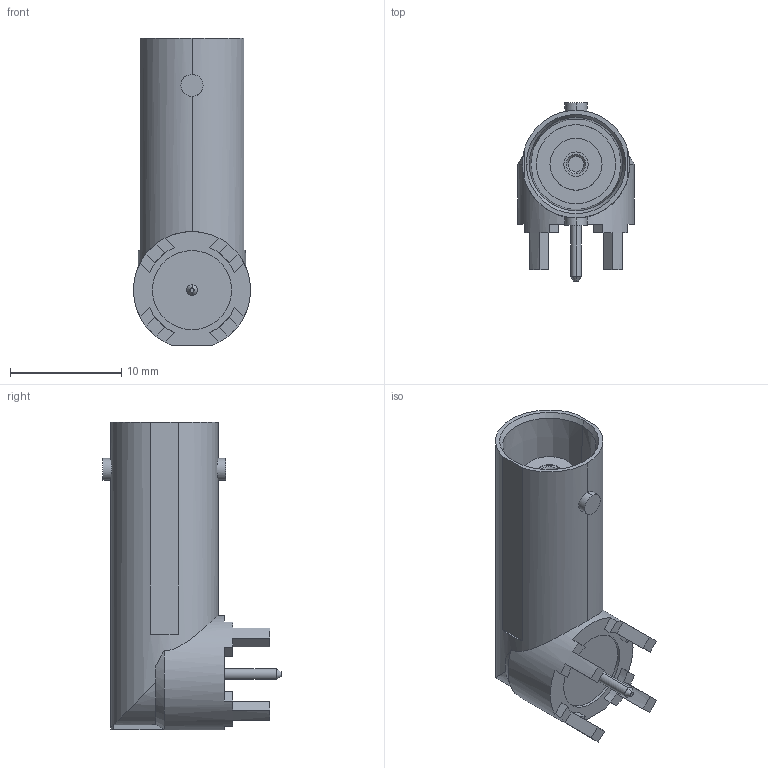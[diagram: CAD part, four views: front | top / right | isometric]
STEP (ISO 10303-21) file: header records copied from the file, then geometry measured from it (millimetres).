
FILE_DESCRIPTION((''),'2;1');
FILE_NAME('C-5413631-1','2021-07-28T23:16:58',('workeradm'),('TE Connectivity Ltd.'),'CREO PARAMETRIC BY PTC INC, 2019292','CREO PARAMETRIC BY PTC INC, 2019292','');
FILE_SCHEMA(('AUTOMOTIVE_DESIGN { 1 0 10303 214 1 1 1 1 }'));
Length unit declared in the file: millimetre
Products named in the file (1): C-5413631-1
Bounding box: 10.52 x 16 x 27.64 mm (x, y, z)
Volume: 1753.7 mm3; surface area: 1439.6 mm2
Topology: 1 solids, 1 shells, 83 faces, 210 edges, 136 vertices
Faces by surface type: plane 46, cylinder 27, cone 10
Entity records: 3022 total; most frequent: CARTESIAN_POINT 591, DIRECTION 443, ORIENTED_EDGE 420, EDGE_CURVE 210, AXIS2_PLACEMENT_3D 167, VERTEX_POINT 136, COLOUR_RGB 126, VECTOR 109
